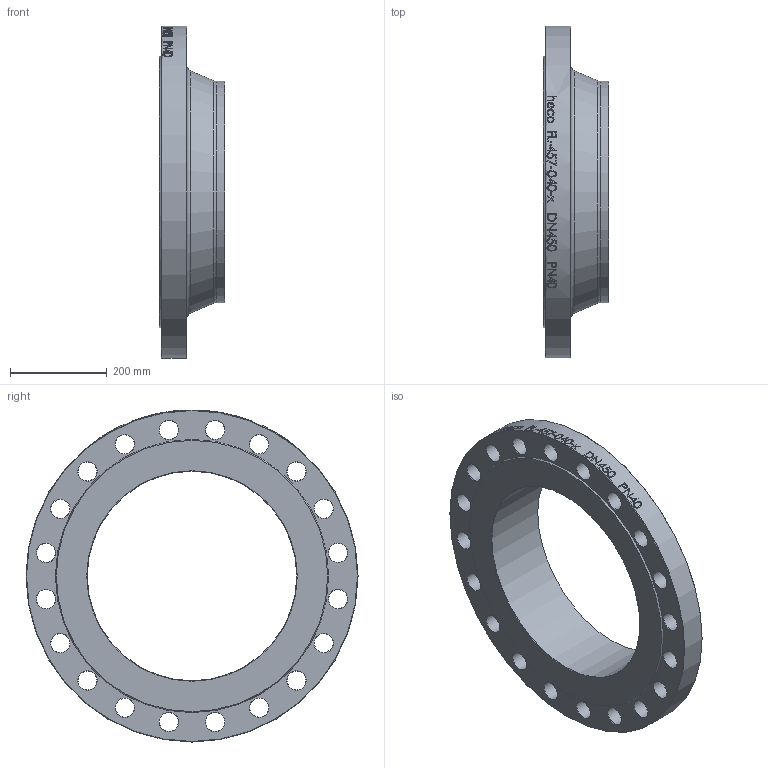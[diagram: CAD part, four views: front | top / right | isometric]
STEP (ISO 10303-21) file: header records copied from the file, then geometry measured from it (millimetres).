
FILE_DESCRIPTION (( 'STEP AP214' ), '1' );
FILE_NAME ('FL-457-040-x Vorschweissflansch PN40 DN450 iso DIN2635 2009.STEP', '2020-09-28T11:07:09', ( '' ), ( '' ), 'SwSTEP 2.0', 'SolidWorks 2019', '' );
FILE_SCHEMA (( 'AUTOMOTIVE_DESIGN' ));
Length unit declared in the file: millimetre
Products named in the file (1): FL-457-040-x Vorschweissflansch PN40 DN450 iso DIN2635 2009
Bounding box: 135 x 685 x 685 mm (x, y, z)
Volume: 13316708 mm3; surface area: 906756.5 mm2
Topology: 1 solids, 1 shells, 111 faces, 443 edges, 373 vertices
Faces by surface type: cylinder 60, cone 45, plane 4, torus 2
Full cylindrical faces by diameter (mm): 39 x20, 432.2 x1, 457.2 x1, 685 x1
Entity records: 11043 total; most frequent: CARTESIAN_POINT 7288, ORIENTED_EDGE 702, DIRECTION 609, EDGE_CURVE 351, VERTEX_POINT 351, AXIS2_PLACEMENT_3D 277, EDGE_LOOP 262, CIRCLE 165
